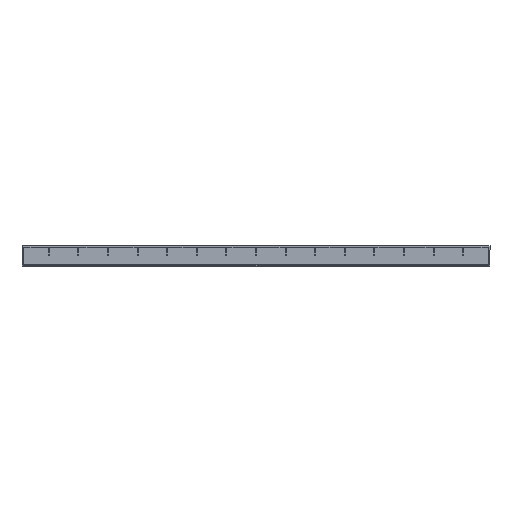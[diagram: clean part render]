
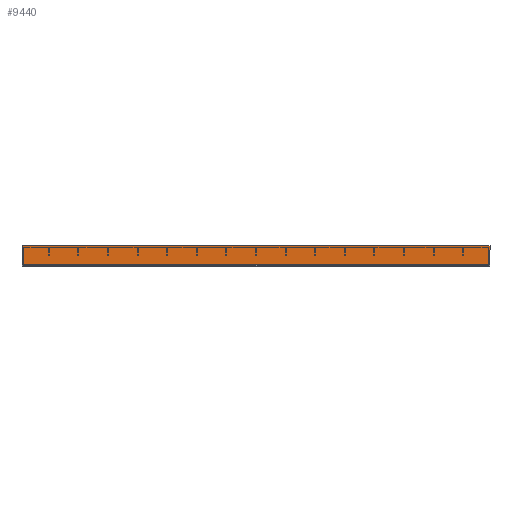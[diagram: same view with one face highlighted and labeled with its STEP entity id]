
A CAD part, top view. The second image highlights one B-rep face of the part: STEP entity #9440.
In plain terms, the highlighted planar face has unit normal (0, 0, 1).
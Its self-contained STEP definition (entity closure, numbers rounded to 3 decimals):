
#1051 = CARTESIAN_POINT ( 'NONE',  ( 490., 10., 0. ) ) ;
#1214 = VECTOR ( 'NONE', #20266, 1000. ) ;
#3015 = LINE ( 'NONE', #44167, #19390 ) ;
#3214 = VERTEX_POINT ( 'NONE', #67420 ) ;
#8475 = EDGE_CURVE ( 'NONE', #9448, #3214, #31241, .T. ) ;
#9440 = ADVANCED_FACE ( 'NONE', ( #48242 ), #50294, .F. ) ;
#9448 = VERTEX_POINT ( 'NONE', #11845 ) ;
#11136 = DIRECTION ( 'NONE',  ( 0., 1., 0. ) ) ;
#11845 = CARTESIAN_POINT ( 'NONE',  ( 490., -10., 0. ) ) ;
#16812 = DIRECTION ( 'NONE',  ( 0., -1., 0. ) ) ;
#17401 = CARTESIAN_POINT ( 'NONE',  ( 0., 10., 0. ) ) ;
#19390 = VECTOR ( 'NONE', #16812, 1000. ) ;
#20266 = DIRECTION ( 'NONE',  ( -1., 0., 0. ) ) ;
#23165 = CARTESIAN_POINT ( 'NONE',  ( 0., -3.333, 0. ) ) ;
#23695 = VERTEX_POINT ( 'NONE', #1051 ) ;
#24016 = DIRECTION ( 'NONE',  ( -1., 0., 0. ) ) ;
#25144 = ORIENTED_EDGE ( 'NONE', *, *, #54558, .F. ) ;
#27974 = CARTESIAN_POINT ( 'NONE',  ( 0., -10., 0. ) ) ;
#30135 = EDGE_CURVE ( 'NONE', #3214, #38520, #36959, .T. ) ;
#30631 = ORIENTED_EDGE ( 'NONE', *, *, #30135, .F. ) ;
#31241 = LINE ( 'NONE', #50930, #55282 ) ;
#35468 = AXIS2_PLACEMENT_3D ( 'NONE', #44050, #65966, #11136 ) ;
#36349 = CARTESIAN_POINT ( 'NONE',  ( 490., 10., 0. ) ) ;
#36959 = B_SPLINE_CURVE_WITH_KNOTS ( 'NONE', 3,
 ( #27974, #23165, #39506, #61625 ),
 .UNSPECIFIED., .F., .F.,
 ( 4, 4 ),
 ( 0., 1. ),
 .UNSPECIFIED. ) ;
#38520 = VERTEX_POINT ( 'NONE', #17401 ) ;
#39506 = CARTESIAN_POINT ( 'NONE',  ( 0., 3.333, 0. ) ) ;
#41620 = LINE ( 'NONE', #36349, #1214 ) ;
#44050 = CARTESIAN_POINT ( 'NONE',  ( 490., 10., 0. ) ) ;
#44167 = CARTESIAN_POINT ( 'NONE',  ( 490., 10., 0. ) ) ;
#47831 = EDGE_CURVE ( 'NONE', #23695, #38520, #41620, .T. ) ;
#48242 = FACE_OUTER_BOUND ( 'NONE', #51760, .T. ) ;
#50294 = PLANE ( 'NONE',  #35468 ) ;
#50930 = CARTESIAN_POINT ( 'NONE',  ( 490., -10., 0. ) ) ;
#51760 = EDGE_LOOP ( 'NONE', ( #61856, #30631, #66308, #25144 ) ) ;
#54558 = EDGE_CURVE ( 'NONE', #23695, #9448, #3015, .T. ) ;
#55282 = VECTOR ( 'NONE', #24016, 1000. ) ;
#61625 = CARTESIAN_POINT ( 'NONE',  ( 0., 10., 0. ) ) ;
#61856 = ORIENTED_EDGE ( 'NONE', *, *, #47831, .T. ) ;
#65966 = DIRECTION ( 'NONE',  ( 0., 0., -1. ) ) ;
#66308 = ORIENTED_EDGE ( 'NONE', *, *, #8475, .F. ) ;
#67420 = CARTESIAN_POINT ( 'NONE',  ( 0., -10., 0. ) ) ;
